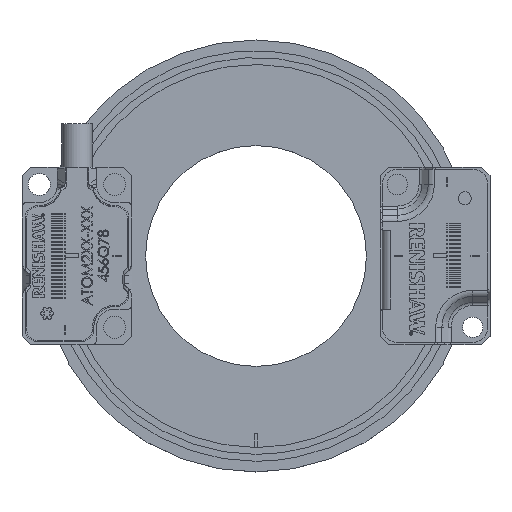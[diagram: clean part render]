
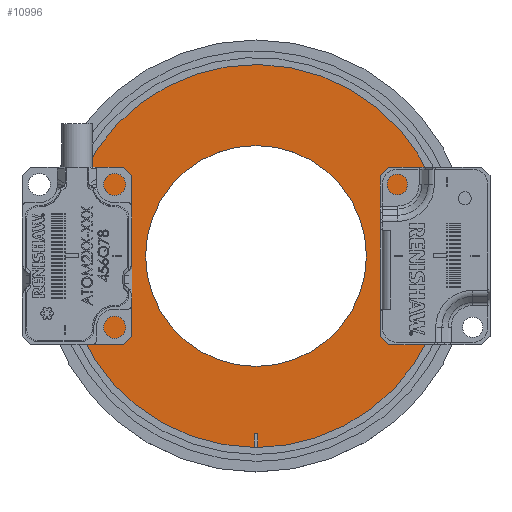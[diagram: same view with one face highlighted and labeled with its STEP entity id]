
A CAD part, top view. The second image highlights one B-rep face of the part: STEP entity #10996.
In plain terms, the highlighted planar face has unit normal (0, 0, 1).
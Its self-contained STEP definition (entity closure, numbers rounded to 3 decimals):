
#7066=CIRCLE('',#27587,12.75);
#10996=ADVANCED_FACE('',(#12097,#12098),#11859,.T.);
#11859=PLANE('',#27590);
#12097=FACE_BOUND('',#13437,.T.);
#12098=FACE_BOUND('',#13438,.T.);
#13437=EDGE_LOOP('',(#19598,#19599,#19600,#19601));
#13438=EDGE_LOOP('',(#19602));
#19598=ORIENTED_EDGE('',*,*,#24738,.F.);
#19599=ORIENTED_EDGE('',*,*,#24742,.F.);
#19600=ORIENTED_EDGE('',*,*,#24740,.F.);
#19601=ORIENTED_EDGE('',*,*,#24739,.F.);
#19602=ORIENTED_EDGE('',*,*,#24746,.F.);
#21656=VERTEX_POINT('',#45491);
#21657=VERTEX_POINT('',#45492);
#21658=VERTEX_POINT('',#45497);
#21659=VERTEX_POINT('',#45502);
#21664=VERTEX_POINT('',#45587);
#24738=EDGE_CURVE('',#21656,#21658,#26189,.T.);
#24739=EDGE_CURVE('',#21658,#21659,#26190,.T.);
#24740=EDGE_CURVE('',#21659,#21657,#26191,.T.);
#24742=EDGE_CURVE('',#21657,#21656,#26193,.T.);
#24746=EDGE_CURVE('',#21664,#21664,#7066,.T.);
#26189=B_SPLINE_CURVE_WITH_KNOTS('',3,(#45493,#45494,#45495,#45496),
 .UNSPECIFIED.,.F.,.F.,(4,4),(0.,1.),.UNSPECIFIED.);
#26190=B_SPLINE_CURVE_WITH_KNOTS('',3,(#45498,#45499,#45500,#45501),
 .UNSPECIFIED.,.F.,.F.,(4,4),(0.,1.),.UNSPECIFIED.);
#26191=B_SPLINE_CURVE_WITH_KNOTS('',3,(#45503,#45504,#45505,#45506),
 .UNSPECIFIED.,.F.,.F.,(4,4),(0.,1.),.UNSPECIFIED.);
#26193=B_SPLINE_CURVE_WITH_KNOTS('',3,(#45534,#45535,#45536,#45537,#45538,
#45539,#45540,#45541,#45542,#45543,#45544,#45545,#45546,#45547,#45548,#45549,
#45550,#45551),.UNSPECIFIED.,.F.,.F.,(4,2,2,2,2,2,2,2,4),(0.,0.125,0.25,
0.375,0.5,0.625,0.75,0.875,1.),.UNSPECIFIED.);
#27587=AXIS2_PLACEMENT_3D('',#45586,#31804,#31805);
#27590=AXIS2_PLACEMENT_3D('',#45590,#31810,#31811);
#31804=DIRECTION('',(0.,0.,1.));
#31805=DIRECTION('',(0.,-1.,0.));
#31810=DIRECTION('',(0.,0.,1.));
#31811=DIRECTION('',(1.,0.,0.));
#45491=CARTESIAN_POINT('',(0.175,-22.118,2.3));
#45492=CARTESIAN_POINT('',(-0.175,-22.118,2.3));
#45493=CARTESIAN_POINT('',(0.175,-22.118,2.3));
#45494=CARTESIAN_POINT('',(0.175,-21.585,2.3));
#45495=CARTESIAN_POINT('',(0.175,-21.052,2.3));
#45496=CARTESIAN_POINT('',(0.175,-20.519,2.3));
#45497=CARTESIAN_POINT('',(0.175,-20.519,2.3));
#45498=CARTESIAN_POINT('',(0.175,-20.519,2.3));
#45499=CARTESIAN_POINT('',(0.058,-20.519,2.3));
#45500=CARTESIAN_POINT('',(-0.058,-20.519,2.3));
#45501=CARTESIAN_POINT('',(-0.175,-20.519,2.3));
#45502=CARTESIAN_POINT('',(-0.175,-20.519,2.3));
#45503=CARTESIAN_POINT('',(-0.175,-20.519,2.3));
#45504=CARTESIAN_POINT('',(-0.175,-21.052,2.3));
#45505=CARTESIAN_POINT('',(-0.175,-21.585,2.3));
#45506=CARTESIAN_POINT('',(-0.175,-22.118,2.3));
#45534=CARTESIAN_POINT('',(-0.175,-22.118,2.3));
#45535=CARTESIAN_POINT('',(-5.966,-22.072,2.3));
#45536=CARTESIAN_POINT('',(-11.663,-19.665,2.3));
#45537=CARTESIAN_POINT('',(-19.802,-11.429,2.3));
#45538=CARTESIAN_POINT('',(-22.141,-5.703,2.3));
#45539=CARTESIAN_POINT('',(-22.096,5.878,2.3));
#45540=CARTESIAN_POINT('',(-19.712,11.584,2.3));
#45541=CARTESIAN_POINT('',(-11.506,19.758,2.3));
#45542=CARTESIAN_POINT('',(-5.797,22.118,2.3));
#45543=CARTESIAN_POINT('',(5.797,22.119,2.3));
#45544=CARTESIAN_POINT('',(11.503,19.761,2.3));
#45545=CARTESIAN_POINT('',(19.715,11.581,2.3));
#45546=CARTESIAN_POINT('',(22.095,5.882,2.3));
#45547=CARTESIAN_POINT('',(22.141,-5.707,2.3));
#45548=CARTESIAN_POINT('',(19.805,-11.426,2.3));
#45549=CARTESIAN_POINT('',(11.661,-19.668,2.3));
#45550=CARTESIAN_POINT('',(5.964,-22.073,2.3));
#45551=CARTESIAN_POINT('',(0.175,-22.118,2.3));
#45586=CARTESIAN_POINT('',(0.,0.,2.3));
#45587=CARTESIAN_POINT('',(0.,-12.75,2.3));
#45590=CARTESIAN_POINT('',(0.,0.,2.3));
